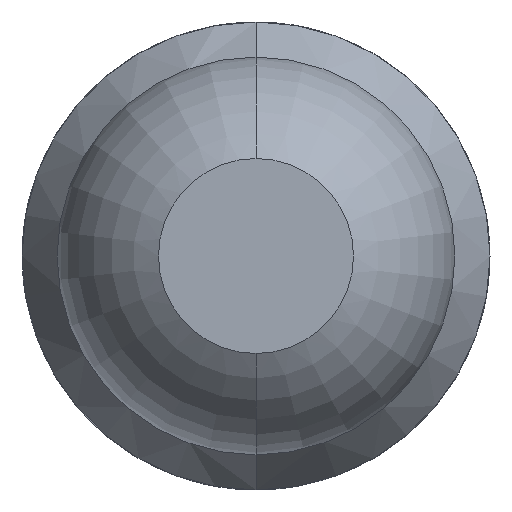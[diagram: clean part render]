
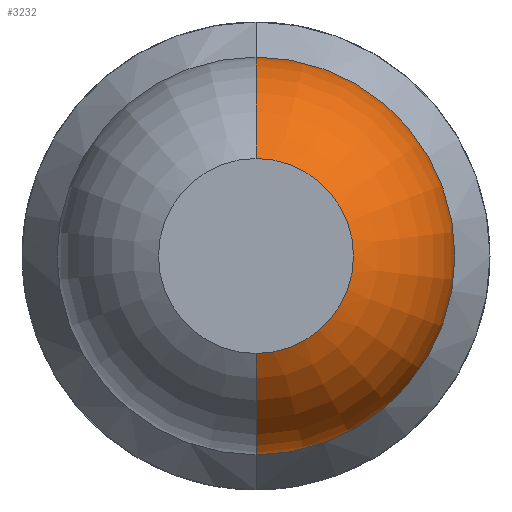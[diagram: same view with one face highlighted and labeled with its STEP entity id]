
A CAD part, front view. The second image highlights one B-rep face of the part: STEP entity #3232.
In plain terms, the highlighted toroidal (fillet/blend) face has major radius 0.01 mm and minor radius 0.5 mm.
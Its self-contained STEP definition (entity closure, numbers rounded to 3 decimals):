
#128 = AXIS2_PLACEMENT_3D ( 'NONE', #1973, #1951, #4520 ) ;
#150 = CARTESIAN_POINT ( 'NONE',  ( 0., -24.961, 0. ) ) ;
#164 = VERTEX_POINT ( 'NONE', #1530 ) ;
#188 = AXIS2_PLACEMENT_3D ( 'NONE', #3146, #982, #1702 ) ;
#254 = CIRCLE ( 'NONE', #188, 0.5 ) ;
#262 = VERTEX_POINT ( 'NONE', #3700 ) ;
#332 = DIRECTION ( 'NONE',  ( 0., 1., 0. ) ) ;
#462 = VERTEX_POINT ( 'NONE', #3132 ) ;
#593 = CIRCLE ( 'NONE', #1884, 0.25 ) ;
#982 = DIRECTION ( 'NONE',  ( 1., 0., 0. ) ) ;
#1041 = AXIS2_PLACEMENT_3D ( 'NONE', #150, #4176, #1239 ) ;
#1074 = AXIS2_PLACEMENT_3D ( 'NONE', #3606, #1431, #1778 ) ;
#1239 = DIRECTION ( 'NONE',  ( 0., 0., -1. ) ) ;
#1431 = DIRECTION ( 'NONE',  ( 0., -1., 0. ) ) ;
#1530 = CARTESIAN_POINT ( 'NONE',  ( 0., -25.4, 0.25 ) ) ;
#1702 = DIRECTION ( 'NONE',  ( 0., 0., -1. ) ) ;
#1764 = CARTESIAN_POINT ( 'NONE',  ( 0., -24.961, 0.51 ) ) ;
#1778 = DIRECTION ( 'NONE',  ( 0., 0., -1. ) ) ;
#1884 = AXIS2_PLACEMENT_3D ( 'NONE', #4344, #332, #4296 ) ;
#1951 = DIRECTION ( 'NONE',  ( -1., 0., 0. ) ) ;
#1973 = CARTESIAN_POINT ( 'NONE',  ( 0., -24.961, -0.01 ) ) ;
#2034 = FACE_OUTER_BOUND ( 'NONE', #2142, .T. ) ;
#2142 = EDGE_LOOP ( 'NONE', ( #3493, #2449, #3031, #4582 ) ) ;
#2426 = TOROIDAL_SURFACE ( 'NONE', #1074, 0.01, 0.5 ) ;
#2437 = EDGE_CURVE ( 'NONE', #262, #462, #2686, .T. ) ;
#2449 = ORIENTED_EDGE ( 'NONE', *, *, #2688, .T. ) ;
#2686 = CIRCLE ( 'NONE', #128, 0.5 ) ;
#2688 = EDGE_CURVE ( 'NONE', #4059, #164, #254, .T. ) ;
#3031 = ORIENTED_EDGE ( 'NONE', *, *, #3552, .T. ) ;
#3132 = CARTESIAN_POINT ( 'NONE',  ( 0., -25.4, -0.25 ) ) ;
#3146 = CARTESIAN_POINT ( 'NONE',  ( 0., -24.961, 0.01 ) ) ;
#3180 = CIRCLE ( 'NONE', #1041, 0.51 ) ;
#3232 = ADVANCED_FACE ( 'Defeature ausgef�hrt1_0', ( #2034 ), #2426, .T. ) ;
#3493 = ORIENTED_EDGE ( 'NONE', *, *, #3848, .T. ) ;
#3552 = EDGE_CURVE ( 'Defeature ausgef�hrt1_0+Defeature ausgef�hrt1_46+Defeature ausgef�hrt1_46+Defeature ausgef�hrt1_46', #164, #462, #593, .T. ) ;
#3606 = CARTESIAN_POINT ( 'NONE',  ( 0., -24.961, 0. ) ) ;
#3700 = CARTESIAN_POINT ( 'NONE',  ( 0., -24.961, -0.51 ) ) ;
#3848 = EDGE_CURVE ( 'Defeature ausgef�hrt1_0+Defeature ausgef�hrt1_45+Defeature ausgef�hrt1_45+Defeature ausgef�hrt1_45', #262, #4059, #3180, .T. ) ;
#4059 = VERTEX_POINT ( 'NONE', #1764 ) ;
#4176 = DIRECTION ( 'NONE',  ( 0., -1., 0. ) ) ;
#4296 = DIRECTION ( 'NONE',  ( 0., 0., 1. ) ) ;
#4344 = CARTESIAN_POINT ( 'NONE',  ( 0., -25.4, 0. ) ) ;
#4520 = DIRECTION ( 'NONE',  ( 0., 0., 1. ) ) ;
#4582 = ORIENTED_EDGE ( 'NONE', *, *, #2437, .F. ) ;
